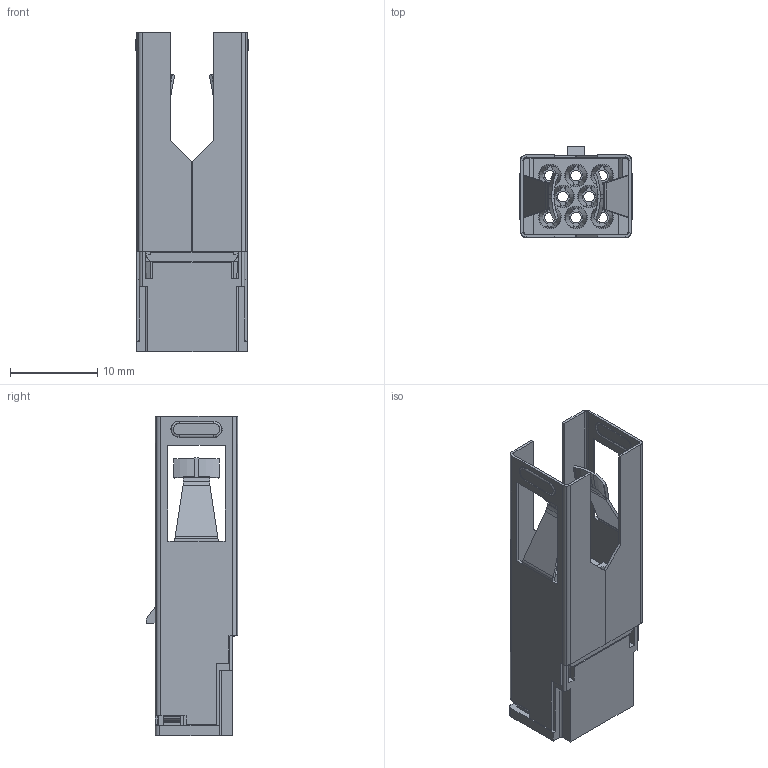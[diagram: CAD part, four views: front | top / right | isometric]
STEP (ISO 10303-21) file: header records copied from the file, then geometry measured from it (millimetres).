
FILE_DESCRIPTION(('CATIA V5 STEP Exchange','CAx-IF Rec.Pracs.--- Model Styling and Organization---1.4--- 2014-01-23'),'2;1');
FILE_NAME ('005455-3_0_1068990000_1068990000.stp','2020-08-17T05:14:40+00:00',('none'),('Weidmueller'),'CATIA Version 5-6 Release 2016 SP3 HF44','CATIA V5 STEP AP214','none');
FILE_SCHEMA(('AUTOMOTIVE_DESIGN { 1 0 10303 214 1 1 1 1 }'));
Length unit declared in the file: millimetre
Products named in the file (1): 1068990000
Bounding box: 12.84 x 10.47 x 36.65 mm (x, y, z)
Volume: 1266.4 mm3; surface area: 5078.5 mm2
Topology: 3 solids, 25 shells, 859 faces, 2238 edges, 1434 vertices
Faces by surface type: plane 488, cylinder 224, cone 119, bspline 28
Entity records: 27203 total; most frequent: CARTESIAN_POINT 7674, ORIENTED_EDGE 4476, DIRECTION 3163, EDGE_CURVE 2238, VERTEX_POINT 1434, VECTOR 1281, LINE 1281, AXIS2_PLACEMENT_3D 1245
